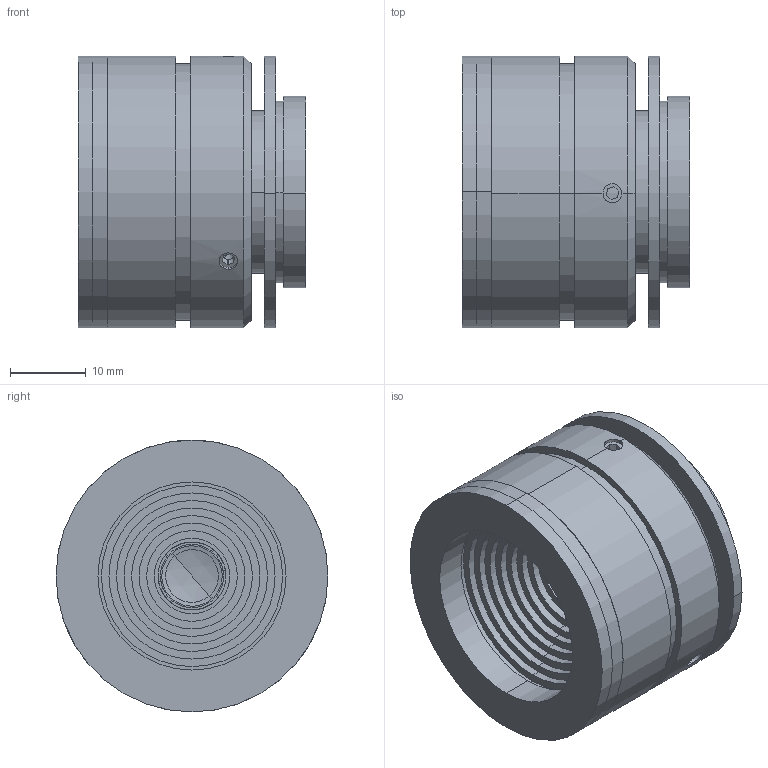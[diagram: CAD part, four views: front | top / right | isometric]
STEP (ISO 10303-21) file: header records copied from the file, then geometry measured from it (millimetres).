
FILE_DESCRIPTION (( 'STEP AP203' ), '1' );
FILE_NAME ('XF-MH025X77.STEP', '2024-08-05T08:52:49', ( '' ), ( '' ), 'SwSTEP 2.0', 'SolidWorks 2022', '' );
FILE_SCHEMA (( 'CONFIG_CONTROL_DESIGN' ));
Length unit declared in the file: millimetre
Products named in the file (1): XF-MH025X77
Bounding box: 30.17 x 36 x 36 mm (x, y, z)
Surface area: 9387 mm2 (no closed solid volume)
Topology: 0 solids, 12 shells, 111 faces, 295 edges, 197 vertices
Faces by surface type: plane 51, cylinder 50, cone 8, sphere 2
Entity records: 3724 total; most frequent: CARTESIAN_POINT 828, DIRECTION 643, ORIENTED_EDGE 497, EDGE_CURVE 291, AXIS2_PLACEMENT_3D 252, VERTEX_POINT 197, CIRCLE 140, LINE 139
